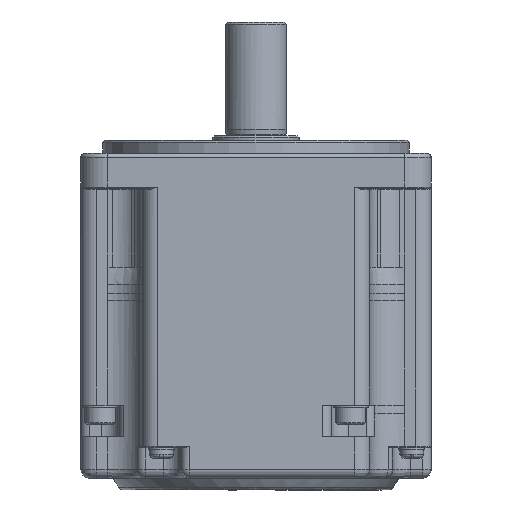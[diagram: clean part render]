
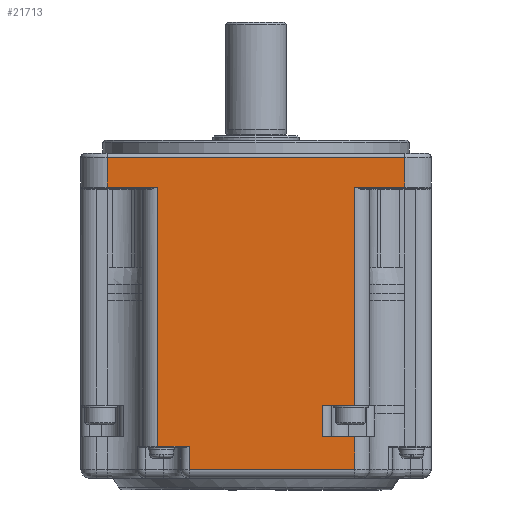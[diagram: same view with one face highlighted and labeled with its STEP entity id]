
A CAD part, front view. The second image highlights one B-rep face of the part: STEP entity #21713.
In plain terms, the highlighted planar face has unit normal (0, -1, 0).
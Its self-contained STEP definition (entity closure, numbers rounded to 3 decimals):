
#1747=CARTESIAN_POINT('',(22.5,-40.,-75.2));
#1748=VERTEX_POINT('',#1747);
#1773=CARTESIAN_POINT('',(-15.2,-40.,-75.2));
#1774=VERTEX_POINT('',#1773);
#1784=CARTESIAN_POINT('',(-15.2,-40.,-75.2));
#1785=DIRECTION('',(1.,0.,0.));
#1786=VECTOR('',#1785,37.7);
#1787=LINE('',#1784,#1786);
#1788=EDGE_CURVE('',#1774,#1748,#1787,.T.);
#2766=CARTESIAN_POINT('',(22.5,-40.,-67.7));
#2767=VERTEX_POINT('',#2766);
#2768=CARTESIAN_POINT('',(22.5,-40.,-75.2));
#2769=DIRECTION('',(0.,0.,1.));
#2770=VECTOR('',#2769,7.5);
#2771=LINE('',#2768,#2770);
#2772=EDGE_CURVE('',#1748,#2767,#2771,.T.);
#3837=CARTESIAN_POINT('',(15.2,-40.,-67.7));
#3838=VERTEX_POINT('',#3837);
#3846=CARTESIAN_POINT('',(22.5,-40.,-67.7));
#3847=DIRECTION('',(-1.,0.,0.));
#3848=VECTOR('',#3847,7.3);
#3849=LINE('',#3846,#3848);
#3850=EDGE_CURVE('',#2767,#3838,#3849,.T.);
#3951=CARTESIAN_POINT('',(-15.2,-40.,-69.9));
#3952=VERTEX_POINT('',#3951);
#3953=CARTESIAN_POINT('',(-15.2,-40.,-69.9));
#3954=DIRECTION('',(0.,0.,-1.));
#3955=VECTOR('',#3954,5.3);
#3956=LINE('',#3953,#3955);
#3957=EDGE_CURVE('',#3952,#1774,#3956,.T.);
#3976=CARTESIAN_POINT('',(15.2,-40.,-60.5));
#3977=VERTEX_POINT('',#3976);
#3978=CARTESIAN_POINT('',(22.5,-40.,-60.5));
#3979=VERTEX_POINT('',#3978);
#3980=CARTESIAN_POINT('',(15.2,-40.,-60.5));
#3981=DIRECTION('',(1.,0.,0.));
#3982=VECTOR('',#3981,7.3);
#3983=LINE('',#3980,#3982);
#3984=EDGE_CURVE('',#3977,#3979,#3983,.T.);
#4068=CARTESIAN_POINT('',(-22.5,-40.,-69.9));
#4069=VERTEX_POINT('',#4068);
#4086=CARTESIAN_POINT('',(-22.5,-40.,-69.9));
#4087=DIRECTION('',(1.,0.,0.));
#4088=VECTOR('',#4087,7.3);
#4089=LINE('',#4086,#4088);
#4090=EDGE_CURVE('',#4069,#3952,#4089,.T.);
#4108=CARTESIAN_POINT('',(15.2,-40.,-67.7));
#4109=DIRECTION('',(0.,0.,1.));
#4110=VECTOR('',#4109,7.2);
#4111=LINE('',#4108,#4110);
#4112=EDGE_CURVE('',#3838,#3977,#4111,.T.);
#21645=CARTESIAN_POINT('',(0.,-40.,-39.6));
#21646=DIRECTION('',(0.,0.,1.));
#21647=DIRECTION('',(0.,-1.,0.));
#21648=AXIS2_PLACEMENT_3D('',#21645,#21647,#21646);
#21649=PLANE('',#21648);
#21650=ORIENTED_EDGE('',*,*,#4090,.T.);
#21651=ORIENTED_EDGE('',*,*,#3957,.T.);
#21652=ORIENTED_EDGE('',*,*,#1788,.T.);
#21653=ORIENTED_EDGE('',*,*,#2772,.T.);
#21654=ORIENTED_EDGE('',*,*,#3850,.T.);
#21655=ORIENTED_EDGE('',*,*,#4112,.T.);
#21656=ORIENTED_EDGE('',*,*,#3984,.T.);
#21657=CARTESIAN_POINT('',(22.5,-40.,-10.7));
#21658=VERTEX_POINT('',#21657);
#21659=CARTESIAN_POINT('',(22.5,-40.,-60.5));
#21660=DIRECTION('',(0.,0.,1.));
#21661=VECTOR('',#21660,49.8);
#21662=LINE('',#21659,#21661);
#21663=EDGE_CURVE('',#3979,#21658,#21662,.T.);
#21664=ORIENTED_EDGE('',*,*,#21663,.T.);
#21665=CARTESIAN_POINT('',(34.,-40.,-10.7));
#21666=VERTEX_POINT('',#21665);
#21667=CARTESIAN_POINT('',(22.5,-40.,-10.7));
#21668=DIRECTION('',(1.,0.,0.));
#21669=VECTOR('',#21668,11.5);
#21670=LINE('',#21667,#21669);
#21671=EDGE_CURVE('',#21658,#21666,#21670,.T.);
#21672=ORIENTED_EDGE('',*,*,#21671,.T.);
#21673=CARTESIAN_POINT('',(34.,-40.,-4.));
#21674=VERTEX_POINT('',#21673);
#21675=CARTESIAN_POINT('',(34.,-40.,-4.));
#21676=DIRECTION('',(0.,0.,-1.));
#21677=VECTOR('',#21676,6.7);
#21678=LINE('',#21675,#21677);
#21679=EDGE_CURVE('',#21674,#21666,#21678,.T.);
#21680=ORIENTED_EDGE('',*,*,#21679,.F.);
#21681=CARTESIAN_POINT('',(-34.,-40.,-4.));
#21682=VERTEX_POINT('',#21681);
#21683=CARTESIAN_POINT('',(34.,-40.,-4.));
#21684=DIRECTION('',(-1.,0.,0.));
#21685=VECTOR('',#21684,68.);
#21686=LINE('',#21683,#21685);
#21687=EDGE_CURVE('',#21674,#21682,#21686,.T.);
#21688=ORIENTED_EDGE('',*,*,#21687,.T.);
#21689=CARTESIAN_POINT('',(-34.,-40.,-10.7));
#21690=VERTEX_POINT('',#21689);
#21691=CARTESIAN_POINT('',(-34.,-40.,-4.));
#21692=DIRECTION('',(0.,0.,-1.));
#21693=VECTOR('',#21692,6.7);
#21694=LINE('',#21691,#21693);
#21695=EDGE_CURVE('',#21682,#21690,#21694,.T.);
#21696=ORIENTED_EDGE('',*,*,#21695,.T.);
#21697=CARTESIAN_POINT('',(-22.5,-40.,-10.7));
#21698=VERTEX_POINT('',#21697);
#21699=CARTESIAN_POINT('',(-22.5,-40.,-10.7));
#21700=DIRECTION('',(-1.,0.,0.));
#21701=VECTOR('',#21700,11.5);
#21702=LINE('',#21699,#21701);
#21703=EDGE_CURVE('',#21698,#21690,#21702,.T.);
#21704=ORIENTED_EDGE('',*,*,#21703,.F.);
#21705=CARTESIAN_POINT('',(-22.5,-40.,-69.9));
#21706=DIRECTION('',(0.,0.,1.));
#21707=VECTOR('',#21706,59.2);
#21708=LINE('',#21705,#21707);
#21709=EDGE_CURVE('',#4069,#21698,#21708,.T.);
#21710=ORIENTED_EDGE('',*,*,#21709,.F.);
#21711=EDGE_LOOP('',(#21650,#21651,#21652,#21653,#21654,#21655,#21656,#21664,#21672,#21680,#21688,#21696,#21704,#21710));
#21712=FACE_OUTER_BOUND('',#21711,.T.);
#21713=ADVANCED_FACE('',(#21712),#21649,.T.);
